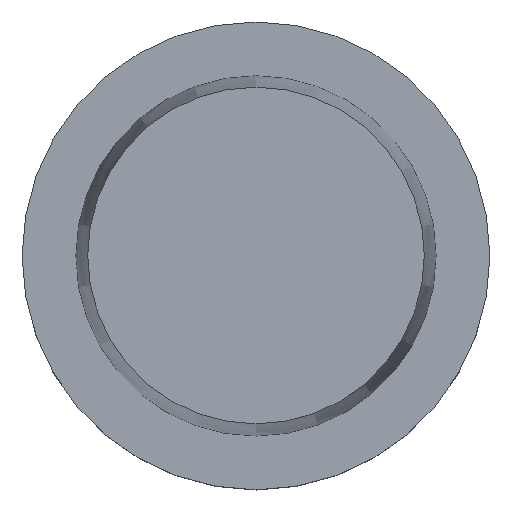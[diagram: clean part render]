
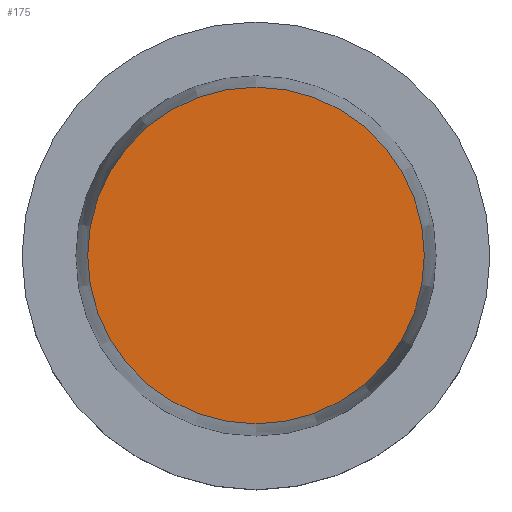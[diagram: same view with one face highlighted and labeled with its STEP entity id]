
A CAD part, top view. The second image highlights one B-rep face of the part: STEP entity #175.
In plain terms, the highlighted planar face has unit normal (0, 0, 1).
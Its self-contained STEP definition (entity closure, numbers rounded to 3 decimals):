
#175=ADVANCED_FACE('Unnamed[1]',(#388),#389,.T.);
#181=EDGE_CURVE('Unnamed[1]',#397,#397,#398,.T.);
#388=FACE_OUTER_BOUND('',#654,.T.);
#389=PLANE('',#655);
#397=VERTEX_POINT('',#666);
#398=CIRCLE('',#667,44.978);
#654=EDGE_LOOP('',(#913));
#655=AXIS2_PLACEMENT_3D('',#914,#915,#916);
#666=CARTESIAN_POINT('',(0.,44.978,63.));
#667=AXIS2_PLACEMENT_3D('',#923,#924,#925);
#913=ORIENTED_EDGE('',*,*,#181,.F.);
#914=CARTESIAN_POINT('',(0.,22.489,63.));
#915=DIRECTION('',(0.,0.,1.0));
#916=DIRECTION('',(0.,-1.0,0.));
#923=CARTESIAN_POINT('',(0.,0.,63.));
#924=DIRECTION('',(0.,0.,-1.0));
#925=DIRECTION('',(0.,1.0,0.));
